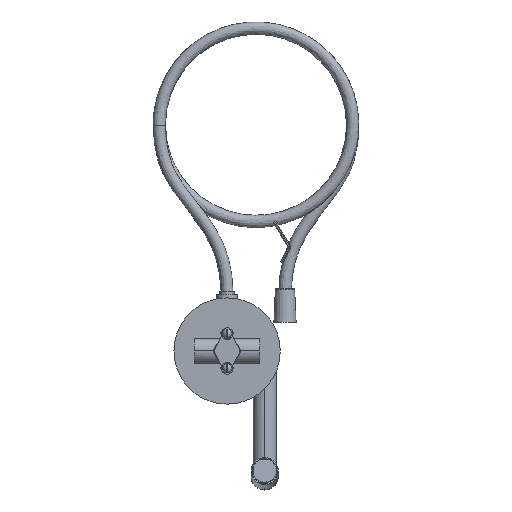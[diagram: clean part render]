
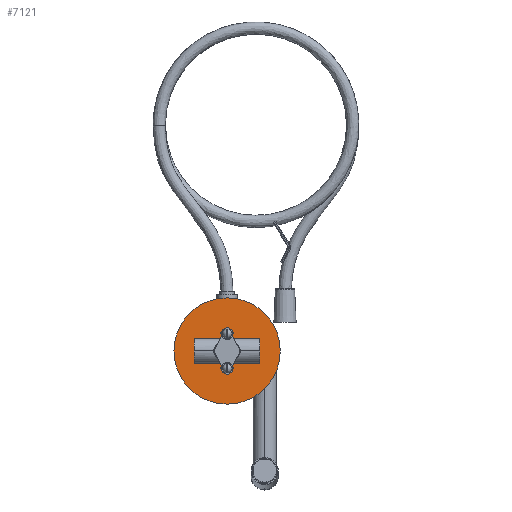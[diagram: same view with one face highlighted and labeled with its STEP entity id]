
A CAD part, front view. The second image highlights one B-rep face of the part: STEP entity #7121.
In plain terms, the highlighted planar face has unit normal (0, -1, 0).
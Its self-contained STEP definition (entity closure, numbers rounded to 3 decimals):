
#6934=CARTESIAN_POINT('',(0.,0.,0.));
#6935=DIRECTION('',(0.,-1.,0.));
#6936=DIRECTION('',(1.,0.,0.));
#6937=AXIS2_PLACEMENT_3D('',#6934,#6935,#6936);
#6957=CARTESIAN_POINT('',(0.,0.,0.));
#6958=DIRECTION('',(0.,1.,0.));
#6959=DIRECTION('',(1.,0.,0.));
#6960=AXIS2_PLACEMENT_3D('',#6957,#6958,#6959);
#6962=CARTESIAN_POINT('',(-8.9,0.,0.));
#6963=DIRECTION('',(0.,-1.,0.));
#6964=DIRECTION('',(0.,0.,1.));
#6965=AXIS2_PLACEMENT_3D('',#6962,#6963,#6964);
#6967=DIRECTION('',(1.,0.,0.));
#6968=VECTOR('',#6967,17.8);
#6969=CARTESIAN_POINT('',(-8.9,0.,-7.));
#6970=LINE('',#6969,#6968);
#6971=CARTESIAN_POINT('',(8.9,0.,0.));
#6972=DIRECTION('',(0.,-1.,0.));
#6973=DIRECTION('',(0.,0.,-1.));
#6974=AXIS2_PLACEMENT_3D('',#6971,#6972,#6973);
#6976=DIRECTION('',(-1.,0.,0.));
#6977=VECTOR('',#6976,17.8);
#6978=CARTESIAN_POINT('',(8.9,0.,7.));
#6979=LINE('',#6978,#6977);
#6996=CARTESIAN_POINT('',(55.,0.,0.));
#6997=CARTESIAN_POINT('',(-55.,0.,0.));
#6998=VERTEX_POINT('',#6996);
#6999=VERTEX_POINT('',#6997);
#7016=CARTESIAN_POINT('',(-8.9,0.,7.));
#7017=VERTEX_POINT('',#7016);
#7018=CARTESIAN_POINT('',(-8.9,0.,-7.));
#7019=VERTEX_POINT('',#7018);
#7020=CARTESIAN_POINT('',(8.9,0.,-7.));
#7021=VERTEX_POINT('',#7020);
#7022=CARTESIAN_POINT('',(8.9,0.,7.));
#7023=VERTEX_POINT('',#7022);
#7102=CARTESIAN_POINT('',(0.,0.,0.));
#7103=DIRECTION('',(0.,-1.,0.));
#7104=DIRECTION('',(-1.,0.,0.));
#7105=AXIS2_PLACEMENT_3D('',#7102,#7103,#7104);
#7106=PLANE('',#7105);
#7107=ORIENTED_EDGE('',*,*,#7097,.T.);
#7108=ORIENTED_EDGE('',*,*,#7081,.F.);
#7109=EDGE_LOOP('',(#7107,#7108));
#7110=FACE_OUTER_BOUND('',#7109,.F.);
#7112=ORIENTED_EDGE('',*,*,#7111,.T.);
#7114=ORIENTED_EDGE('',*,*,#7113,.T.);
#7116=ORIENTED_EDGE('',*,*,#7115,.T.);
#7118=ORIENTED_EDGE('',*,*,#7117,.T.);
#7119=EDGE_LOOP('',(#7112,#7114,#7116,#7118));
#7120=FACE_BOUND('',#7119,.F.);
#7121=ADVANCED_FACE('',(#7110,#7120),#7106,.T.);
#6938=CIRCLE('',#6937,55.);
#6961=CIRCLE('',#6960,55.);
#6966=CIRCLE('',#6965,7.);
#6975=CIRCLE('',#6974,7.);
#7081=EDGE_CURVE('',#6998,#6999,#6938,.T.);
#7097=EDGE_CURVE('',#6998,#6999,#6961,.T.);
#7111=EDGE_CURVE('',#7017,#7019,#6966,.T.);
#7113=EDGE_CURVE('',#7019,#7021,#6970,.T.);
#7115=EDGE_CURVE('',#7021,#7023,#6975,.T.);
#7117=EDGE_CURVE('',#7023,#7017,#6979,.T.);
